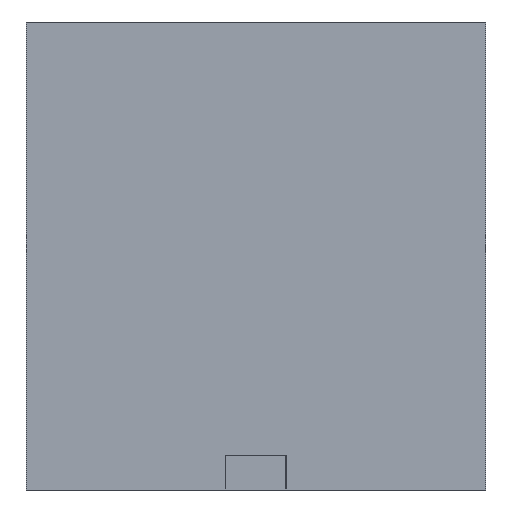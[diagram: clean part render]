
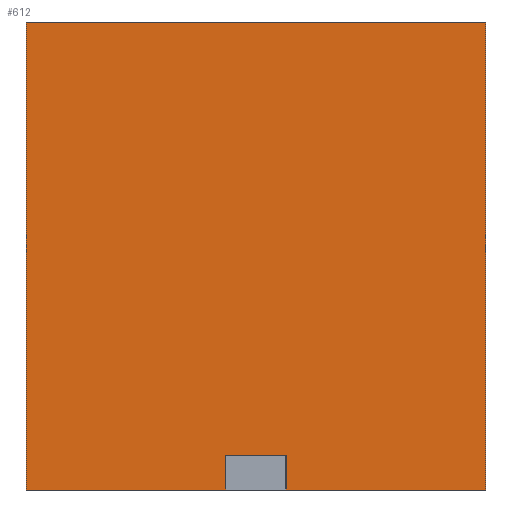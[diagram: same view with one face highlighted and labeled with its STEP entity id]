
A CAD part, front view. The second image highlights one B-rep face of the part: STEP entity #612.
In plain terms, the highlighted planar face has unit normal (0, -1, 0).
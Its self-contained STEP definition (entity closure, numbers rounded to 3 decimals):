
#324=DIRECTION('',(-1.,0.,0.));
#325=VECTOR('',#324,212.75);
#326=CARTESIAN_POINT('',(141.75,0.,-249.5));
#327=LINE('',#326,#325);
#345=DIRECTION('',(0.,0.,1.));
#346=VECTOR('',#345,499.);
#347=CARTESIAN_POINT('',(-71.,0.,-249.5));
#348=LINE('',#347,#346);
#366=DIRECTION('',(-1.,0.,0.));
#367=VECTOR('',#366,490.);
#368=CARTESIAN_POINT('',(419.,0.,249.5));
#369=LINE('',#368,#367);
#387=DIRECTION('',(-1.,0.,0.));
#388=VECTOR('',#387,212.75);
#389=CARTESIAN_POINT('',(419.,0.,-249.5));
#390=LINE('',#389,#388);
#401=DIRECTION('',(0.,0.,1.));
#402=VECTOR('',#401,37.3);
#403=CARTESIAN_POINT('',(206.25,0.,-249.5));
#404=LINE('',#403,#402);
#408=DIRECTION('',(-1.,0.,0.));
#409=VECTOR('',#408,64.5);
#410=CARTESIAN_POINT('',(206.25,0.,-212.2));
#411=LINE('',#410,#409);
#415=DIRECTION('',(0.,0.,1.));
#416=VECTOR('',#415,37.3);
#417=CARTESIAN_POINT('',(141.75,0.,-249.5));
#418=LINE('',#417,#416);
#422=DIRECTION('',(0.,0.,1.));
#423=VECTOR('',#422,499.);
#424=CARTESIAN_POINT('',(419.,0.,-249.5));
#425=LINE('',#424,#423);
#437=CARTESIAN_POINT('',(419.,0.,-249.5));
#438=CARTESIAN_POINT('',(419.,0.,249.5));
#439=VERTEX_POINT('',#437);
#440=VERTEX_POINT('',#438);
#441=CARTESIAN_POINT('',(-71.,0.,249.5));
#442=VERTEX_POINT('',#441);
#443=CARTESIAN_POINT('',(-71.,0.,-249.5));
#444=VERTEX_POINT('',#443);
#453=CARTESIAN_POINT('',(206.25,0.,-249.5));
#454=CARTESIAN_POINT('',(206.25,0.,-212.2));
#455=VERTEX_POINT('',#453);
#456=VERTEX_POINT('',#454);
#457=CARTESIAN_POINT('',(141.75,0.,-212.2));
#458=VERTEX_POINT('',#457);
#459=CARTESIAN_POINT('',(141.75,0.,-249.5));
#460=VERTEX_POINT('',#459);
#597=CARTESIAN_POINT('',(419.,0.,-249.5));
#598=DIRECTION('',(0.,1.,0.));
#599=DIRECTION('',(-1.,0.,0.));
#600=AXIS2_PLACEMENT_3D('',#597,#598,#599);
#601=PLANE('',#600);
#602=ORIENTED_EDGE('',*,*,#493,.T.);
#603=ORIENTED_EDGE('',*,*,#508,.T.);
#604=ORIENTED_EDGE('',*,*,#522,.F.);
#605=ORIENTED_EDGE('',*,*,#537,.T.);
#606=ORIENTED_EDGE('',*,*,#550,.T.);
#607=ORIENTED_EDGE('',*,*,#564,.F.);
#608=ORIENTED_EDGE('',*,*,#578,.F.);
#609=ORIENTED_EDGE('',*,*,#590,.T.);
#610=EDGE_LOOP('',(#602,#603,#604,#605,#606,#607,#608,#609));
#611=FACE_OUTER_BOUND('',#610,.F.);
#493=EDGE_CURVE('',#455,#456,#404,.T.);
#508=EDGE_CURVE('',#456,#458,#411,.T.);
#522=EDGE_CURVE('',#460,#458,#418,.T.);
#537=EDGE_CURVE('',#460,#444,#327,.T.);
#550=EDGE_CURVE('',#444,#442,#348,.T.);
#564=EDGE_CURVE('',#440,#442,#369,.T.);
#578=EDGE_CURVE('',#439,#440,#425,.T.);
#590=EDGE_CURVE('',#439,#455,#390,.T.);
#612=ADVANCED_FACE('',(#611),#601,.F.);
